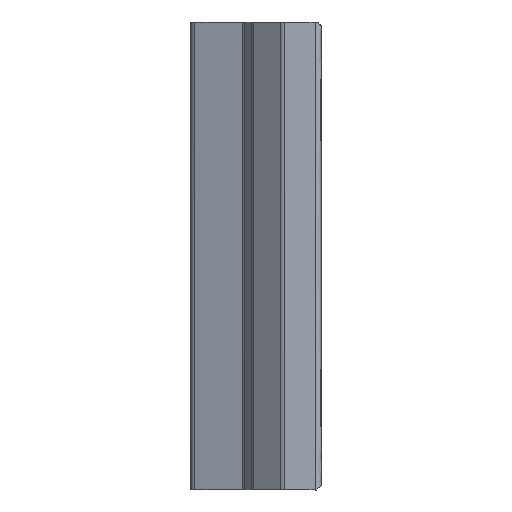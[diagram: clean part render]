
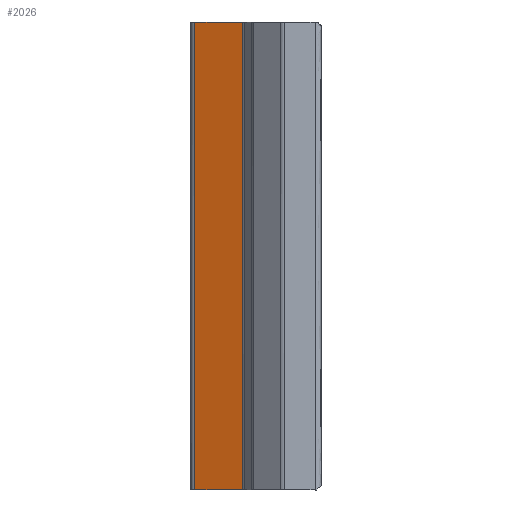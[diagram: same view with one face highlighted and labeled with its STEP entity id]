
A CAD part, left-side view. The second image highlights one B-rep face of the part: STEP entity #2026.
In plain terms, the highlighted free-form (B-spline) face has degree [1, 1] with [2, 2] control points.
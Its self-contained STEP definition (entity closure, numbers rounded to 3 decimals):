
#13 = B_SPLINE_CURVE_WITH_KNOTS ( 'NONE', 1,
 ( #2141, #485 ),
 .UNSPECIFIED., .F., .F.,
 ( 2, 2 ),
 ( -1., 0. ),
 .UNSPECIFIED. ) ;
#47 = CARTESIAN_POINT ( 'NONE',  ( 301.916, 61.013, -742. ) ) ;
#60 = CARTESIAN_POINT ( 'NONE',  ( 301.916, 61.013, -742. ) ) ;
#109 = ORIENTED_EDGE ( 'NONE', *, *, #257, .F. ) ;
#200 = B_SPLINE_CURVE_WITH_KNOTS ( 'NONE', 1,
 ( #1549, #1728 ),
 .UNSPECIFIED., .F., .F.,
 ( 2, 2 ),
 ( -1., 0. ),
 .UNSPECIFIED. ) ;
#257 = EDGE_CURVE ( 'NONE', #795, #1914, #13, .T. ) ;
#335 = ORIENTED_EDGE ( 'NONE', *, *, #1573, .F. ) ;
#385 = B_SPLINE_SURFACE_WITH_KNOTS ( 'NONE', 1, 1, ( 
 ( #628, #2124 ),
 ( #47, #1203 ) ),
 .UNSPECIFIED., .F., .F., .F.,
 ( 2, 2 ),
 ( 2, 2 ),
 ( 0., 1. ),
 ( 0., 1. ),
 .UNSPECIFIED. ) ;
#400 = ORIENTED_EDGE ( 'NONE', *, *, #2369, .F. ) ;
#485 = CARTESIAN_POINT ( 'NONE',  ( 301.916, 61.013, 0. ) ) ;
#515 = EDGE_LOOP ( 'NONE', ( #109, #400, #335, #1317 ) ) ;
#577 = CARTESIAN_POINT ( 'NONE',  ( 301.916, 61.013, -742. ) ) ;
#605 = FACE_OUTER_BOUND ( 'NONE', #515, .T. ) ;
#628 = CARTESIAN_POINT ( 'NONE',  ( 276.007, -14.235, -742. ) ) ;
#795 = VERTEX_POINT ( 'NONE', #60 ) ;
#947 = CARTESIAN_POINT ( 'NONE',  ( 301.916, 61.013, 0. ) ) ;
#1098 = CARTESIAN_POINT ( 'NONE',  ( 276.007, -14.235, 0. ) ) ;
#1129 = VERTEX_POINT ( 'NONE', #1098 ) ;
#1162 = EDGE_CURVE ( 'NONE', #1914, #1129, #1506, .T. ) ;
#1203 = CARTESIAN_POINT ( 'NONE',  ( 301.916, 61.013, 0. ) ) ;
#1267 = B_SPLINE_CURVE_WITH_KNOTS ( 'NONE', 3,
 ( #2199, #1661, #2231, #577 ),
 .UNSPECIFIED., .F., .F.,
 ( 4, 4 ),
 ( 0., 1. ),
 .UNSPECIFIED. ) ;
#1317 = ORIENTED_EDGE ( 'NONE', *, *, #1162, .F. ) ;
#1476 = CARTESIAN_POINT ( 'NONE',  ( 276.007, -14.235, -742. ) ) ;
#1485 = CARTESIAN_POINT ( 'NONE',  ( 293.28, 35.93, 0. ) ) ;
#1506 = B_SPLINE_CURVE_WITH_KNOTS ( 'NONE', 3,
 ( #947, #1485, #1859, #2222 ),
 .UNSPECIFIED., .F., .F.,
 ( 4, 4 ),
 ( 0., 1. ),
 .UNSPECIFIED. ) ;
#1549 = CARTESIAN_POINT ( 'NONE',  ( 276.007, -14.235, 0. ) ) ;
#1573 = EDGE_CURVE ( 'NONE', #1129, #1878, #200, .T. ) ;
#1661 = CARTESIAN_POINT ( 'NONE',  ( 284.643, 10.848, -742. ) ) ;
#1728 = CARTESIAN_POINT ( 'NONE',  ( 276.007, -14.235, -742. ) ) ;
#1859 = CARTESIAN_POINT ( 'NONE',  ( 284.643, 10.848, 0. ) ) ;
#1878 = VERTEX_POINT ( 'NONE', #1476 ) ;
#1914 = VERTEX_POINT ( 'NONE', #2223 ) ;
#2026 = ADVANCED_FACE ( 'NONE', ( #605 ), #385, .F. ) ;
#2124 = CARTESIAN_POINT ( 'NONE',  ( 276.007, -14.235, 0. ) ) ;
#2141 = CARTESIAN_POINT ( 'NONE',  ( 301.916, 61.013, -742. ) ) ;
#2199 = CARTESIAN_POINT ( 'NONE',  ( 276.007, -14.235, -742. ) ) ;
#2222 = CARTESIAN_POINT ( 'NONE',  ( 276.007, -14.235, 0. ) ) ;
#2223 = CARTESIAN_POINT ( 'NONE',  ( 301.916, 61.013, 0. ) ) ;
#2231 = CARTESIAN_POINT ( 'NONE',  ( 293.28, 35.93, -742. ) ) ;
#2369 = EDGE_CURVE ( 'NONE', #1878, #795, #1267, .T. ) ;
